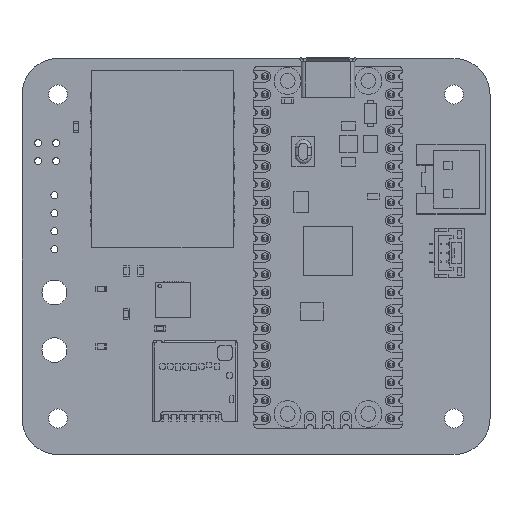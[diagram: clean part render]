
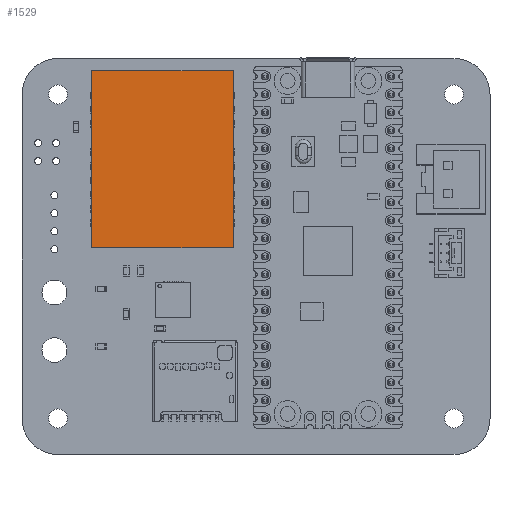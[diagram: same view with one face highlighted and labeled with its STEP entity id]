
A CAD part, top view. The second image highlights one B-rep face of the part: STEP entity #1529.
In plain terms, the highlighted planar face has unit normal (0, 0, 1).
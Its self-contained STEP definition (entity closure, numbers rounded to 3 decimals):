
#1400 = VERTEX_POINT('',#1401);
#1401 = CARTESIAN_POINT('',(-10.,12.5,4.1));
#1407 = EDGE_CURVE('',#1400,#1408,#1410,.T.);
#1408 = VERTEX_POINT('',#1409);
#1409 = CARTESIAN_POINT('',(10.,12.5,4.1));
#1410 = LINE('',#1411,#1412);
#1411 = CARTESIAN_POINT('',(-10.,12.5,4.1));
#1412 = VECTOR('',#1413,1.);
#1413 = DIRECTION('',(1.,0.,0.));
#1438 = EDGE_CURVE('',#1408,#1439,#1441,.T.);
#1439 = VERTEX_POINT('',#1440);
#1440 = CARTESIAN_POINT('',(10.,-12.5,4.1));
#1441 = LINE('',#1442,#1443);
#1442 = CARTESIAN_POINT('',(10.,12.5,4.1));
#1443 = VECTOR('',#1444,1.);
#1444 = DIRECTION('',(0.,-1.,0.));
#1469 = EDGE_CURVE('',#1439,#1470,#1472,.T.);
#1470 = VERTEX_POINT('',#1471);
#1471 = CARTESIAN_POINT('',(-10.,-12.5,4.1));
#1472 = LINE('',#1473,#1474);
#1473 = CARTESIAN_POINT('',(10.,-12.5,4.1));
#1474 = VECTOR('',#1475,1.);
#1475 = DIRECTION('',(-1.,0.,0.));
#1500 = EDGE_CURVE('',#1470,#1400,#1501,.T.);
#1501 = LINE('',#1502,#1503);
#1502 = CARTESIAN_POINT('',(-10.,-12.5,4.1));
#1503 = VECTOR('',#1504,1.);
#1504 = DIRECTION('',(0.,1.,0.));
#1529 = ADVANCED_FACE('',(#1530),#1536,.F.);
#1530 = FACE_BOUND('',#1531,.F.);
#1531 = EDGE_LOOP('',(#1532,#1533,#1534,#1535));
#1532 = ORIENTED_EDGE('',*,*,#1407,.T.);
#1533 = ORIENTED_EDGE('',*,*,#1438,.T.);
#1534 = ORIENTED_EDGE('',*,*,#1469,.T.);
#1535 = ORIENTED_EDGE('',*,*,#1500,.T.);
#1536 = PLANE('',#1537);
#1537 = AXIS2_PLACEMENT_3D('',#1538,#1539,#1540);
#1538 = CARTESIAN_POINT('',(0.,0.,4.1));
#1539 = DIRECTION('',(-0.,-0.,-1.));
#1540 = DIRECTION('',(-1.,0.,0.));
